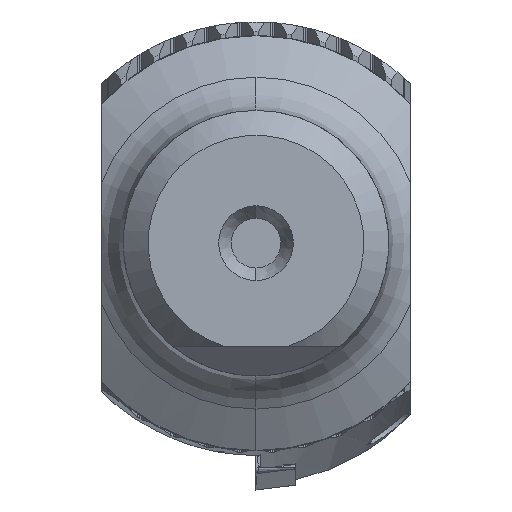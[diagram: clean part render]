
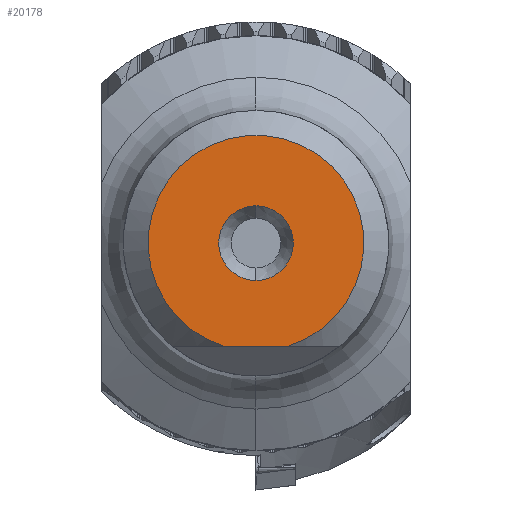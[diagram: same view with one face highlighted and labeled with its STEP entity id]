
A CAD part, left-side view. The second image highlights one B-rep face of the part: STEP entity #20178.
In plain terms, the highlighted planar face has unit normal (-1, 0, 0).
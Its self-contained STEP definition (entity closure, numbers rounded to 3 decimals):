
#453 = CIRCLE ( 'NONE', #20519, 2.25 ) ;
#917 = PLANE ( 'NONE',  #4955 ) ;
#1112 = CARTESIAN_POINT ( 'NONE',  ( 0., 0., 0. ) ) ;
#2131 = EDGE_LOOP ( 'NONE', ( #20352, #12577 ) ) ;
#2787 = DIRECTION ( 'NONE',  ( 0., 0., 1. ) ) ;
#3378 = CARTESIAN_POINT ( 'NONE',  ( 0., 0., -6.2 ) ) ;
#4241 = DIRECTION ( 'NONE',  ( 0., 0., -1. ) ) ;
#4854 = LINE ( 'NONE', #3378, #13559 ) ;
#4920 = EDGE_LOOP ( 'NONE', ( #6605, #17867 ) ) ;
#4955 = AXIS2_PLACEMENT_3D ( 'NONE', #12407, #14046, #4241 ) ;
#5150 = FACE_OUTER_BOUND ( 'NONE', #2131, .T. ) ;
#5604 = EDGE_CURVE ( 'NONE', #13408, #7602, #4854, .T. ) ;
#5994 = CIRCLE ( 'NONE', #20583, 6.5 ) ;
#6605 = ORIENTED_EDGE ( 'NONE', *, *, #13189, .F. ) ;
#7602 = VERTEX_POINT ( 'NONE', #18611 ) ;
#7626 = VERTEX_POINT ( 'NONE', #12175 ) ;
#8126 = DIRECTION ( 'NONE',  ( -1., 0., 0. ) ) ;
#9033 = DIRECTION ( 'NONE',  ( -1., 0., 0. ) ) ;
#9455 = AXIS2_PLACEMENT_3D ( 'NONE', #18836, #9033, #20482 ) ;
#10028 = CARTESIAN_POINT ( 'NONE',  ( 0., 1.952, -6.2 ) ) ;
#10246 = CIRCLE ( 'NONE', #9455, 2.25 ) ;
#12175 = CARTESIAN_POINT ( 'NONE',  ( 0., 0., 2.25 ) ) ;
#12407 = CARTESIAN_POINT ( 'NONE',  ( 0., 0., -2.25 ) ) ;
#12577 = ORIENTED_EDGE ( 'NONE', *, *, #5604, .T. ) ;
#12599 = DIRECTION ( 'NONE',  ( -1., 0., 0. ) ) ;
#13043 = EDGE_CURVE ( 'NONE', #13439, #7626, #10246, .T. ) ;
#13189 = EDGE_CURVE ( 'NONE', #7626, #13439, #453, .T. ) ;
#13356 = FACE_BOUND ( 'NONE', #4920, .T. ) ;
#13408 = VERTEX_POINT ( 'NONE', #10028 ) ;
#13439 = VERTEX_POINT ( 'NONE', #18370 ) ;
#13559 = VECTOR ( 'NONE', #14833, 1000. ) ;
#14046 = DIRECTION ( 'NONE',  ( 1., 0., 0. ) ) ;
#14833 = DIRECTION ( 'NONE',  ( 0., -1., 0. ) ) ;
#17867 = ORIENTED_EDGE ( 'NONE', *, *, #13043, .F. ) ;
#17923 = CARTESIAN_POINT ( 'NONE',  ( 0., 0., 0. ) ) ;
#18323 = EDGE_CURVE ( 'NONE', #7602, #13408, #5994, .T. ) ;
#18370 = CARTESIAN_POINT ( 'NONE',  ( 0., 0., -2.25 ) ) ;
#18611 = CARTESIAN_POINT ( 'NONE',  ( 0., -1.952, -6.2 ) ) ;
#18836 = CARTESIAN_POINT ( 'NONE',  ( 0., 0., 0. ) ) ;
#19555 = DIRECTION ( 'NONE',  ( 0., 0., 1. ) ) ;
#20178 = ADVANCED_FACE ( 'NONE', ( #13356, #5150 ), #917, .F. ) ;
#20352 = ORIENTED_EDGE ( 'NONE', *, *, #18323, .T. ) ;
#20482 = DIRECTION ( 'NONE',  ( 0., 0., 1. ) ) ;
#20519 = AXIS2_PLACEMENT_3D ( 'NONE', #1112, #12599, #2787 ) ;
#20583 = AXIS2_PLACEMENT_3D ( 'NONE', #17923, #8126, #19555 ) ;
